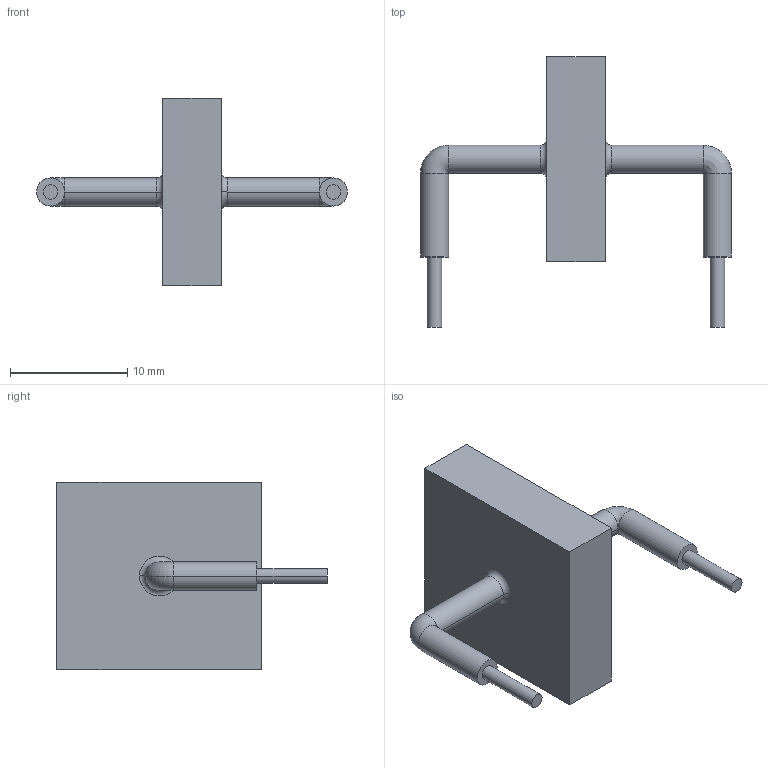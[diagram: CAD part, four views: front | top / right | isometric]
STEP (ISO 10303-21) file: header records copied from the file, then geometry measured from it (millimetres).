
FILE_DESCRIPTION((''),'2;1');
FILE_NAME('PTSV-15-XXXC-TH','2013-03-14T',('maxm'),('Bourns, Inc.'),'PRO/ENGINEER BY PARAMETRIC TECHNOLOGY CORPORATION, 2012230','PRO/ENGINEER BY PARAMETRIC TECHNOLOGY CORPORATION, 2012230','');
FILE_SCHEMA(('CONFIG_CONTROL_DESIGN'));
Length unit declared in the file: millimetre
Products named in the file (1): PTSV-15-XXXC-TH
Bounding box: 26.55 x 23.09 x 16 mm (x, y, z)
Volume: 1573.1 mm3; surface area: 1201.5 mm2
Topology: 1 solids, 1 shells, 30 faces, 62 edges, 34 vertices
Faces by surface type: cylinder 12, plane 10, torus 6, bspline 2
Entity records: 848 total; most frequent: CARTESIAN_POINT 176, DIRECTION 148, ORIENTED_EDGE 116, AXIS2_PLACEMENT_3D 62, EDGE_CURVE 58, VERTEX_POINT 34, EDGE_LOOP 34, CIRCLE 34
